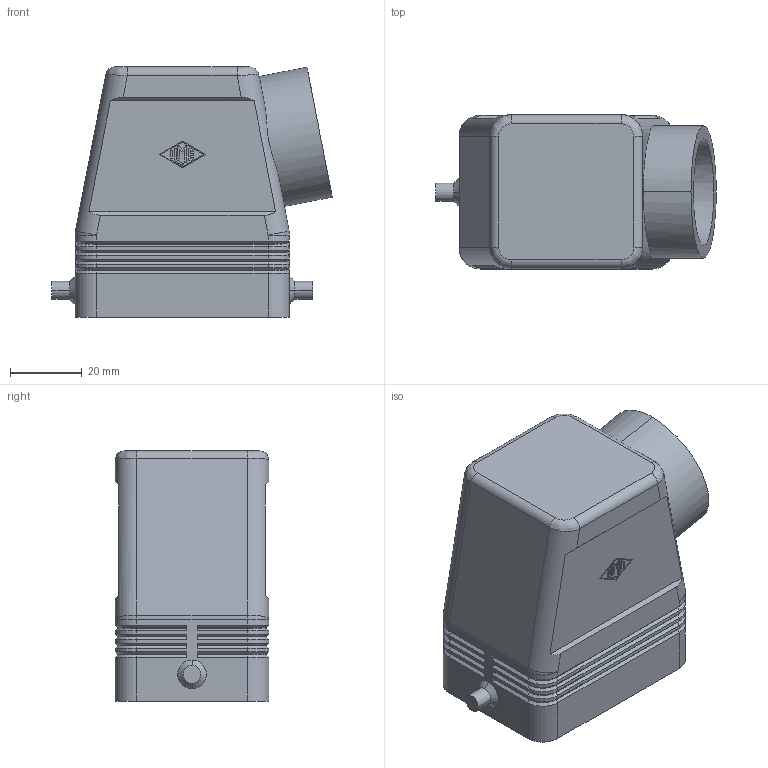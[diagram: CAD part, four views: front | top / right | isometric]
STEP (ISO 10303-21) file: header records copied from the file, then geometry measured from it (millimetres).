
FILE_DESCRIPTION(('Creo Elements/Direct Modeling STEP Export'),'2;1');
FILE_NAME('CAOT_06_6_L_1_NPT.stp','2012-12-17T13:20:44',(''),(''),'Creo Elements/Direct Modeling STEP processor for AP214 (Solid Model)','Creo Elements/Direct Modeling 18.0B 02-Dec-2011 (C) Parametric Technology GmbH','');
FILE_SCHEMA(('AUTOMOTIVE_DESIGN { 1 0 10303 214 1 1 1 1 }'));
Length unit declared in the file: millimetre
Products named in the file (1): MSBO6723
Bounding box: 78.45 x 43 x 70 mm (x, y, z)
Volume: 58729.5 mm3; surface area: 30469.2 mm2
Topology: 1 solids, 1 shells, 330 faces, 813 edges, 494 vertices
Faces by surface type: plane 181, cylinder 95, cone 46, bspline 4, sphere 4
Entity records: 12198 total; most frequent: CARTESIAN_POINT 1925, ORIENTED_EDGE 1610, DIRECTION 1557, EDGE_CURVE 805, VECTOR 553, LINE 553, AXIS2_PLACEMENT_3D 502, VERTEX_POINT 494
